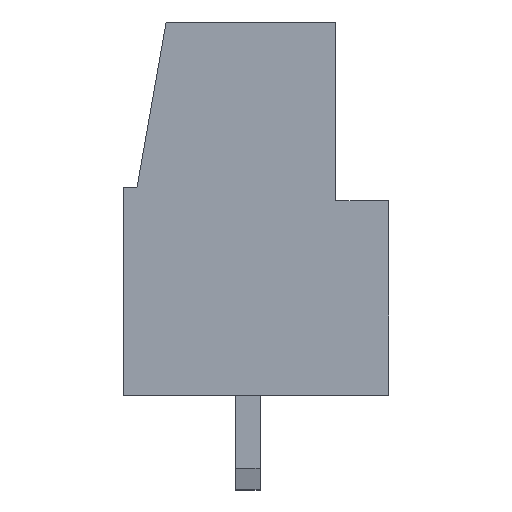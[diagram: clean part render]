
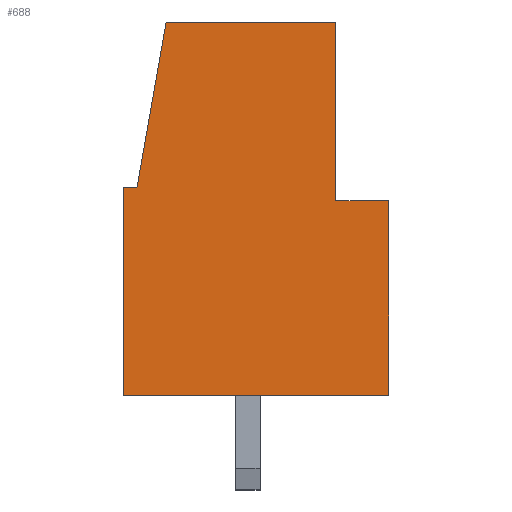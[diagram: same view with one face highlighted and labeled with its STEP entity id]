
A CAD part, left-side view. The second image highlights one B-rep face of the part: STEP entity #688.
In plain terms, the highlighted planar face has unit normal (-1, 0, 0).
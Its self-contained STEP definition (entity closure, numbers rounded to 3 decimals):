
#688 = ADVANCED_FACE( '', ( #1373 ), #1374, .T. );
#1373 = FACE_OUTER_BOUND( '', #2059, .T. );
#1374 = PLANE( '', #2060 );
#2059 = EDGE_LOOP( '', ( #3938, #3939, #3940, #3941, #3942, #3943, #3944, #3945 ) );
#2060 = AXIS2_PLACEMENT_3D( '', #3946, #3947, #3948 );
#3938 = ORIENTED_EDGE( '', *, *, #4473, .T. );
#3939 = ORIENTED_EDGE( '', *, *, #4525, .F. );
#3940 = ORIENTED_EDGE( '', *, *, #4935, .T. );
#3941 = ORIENTED_EDGE( '', *, *, #4423, .F. );
#3942 = ORIENTED_EDGE( '', *, *, #4520, .F. );
#3943 = ORIENTED_EDGE( '', *, *, #4936, .T. );
#3944 = ORIENTED_EDGE( '', *, *, #4840, .F. );
#3945 = ORIENTED_EDGE( '', *, *, #4857, .F. );
#3946 = CARTESIAN_POINT( '', ( -2.54, 0., 0. ) );
#3947 = DIRECTION( '', ( -1., 0., 0. ) );
#3948 = DIRECTION( '', ( 0., 0., 1. ) );
#4423 = EDGE_CURVE( '', #5398, #5400, #5401, .T. );
#4473 = EDGE_CURVE( '', #5479, #5477, #5480, .T. );
#4520 = EDGE_CURVE( '', #5556, #5398, #5558, .T. );
#4525 = EDGE_CURVE( '', #5563, #5477, #5565, .T. );
#4840 = EDGE_CURVE( '', #5999, #6001, #6002, .T. );
#4857 = EDGE_CURVE( '', #5479, #5999, #6022, .T. );
#4935 = EDGE_CURVE( '', #5563, #5400, #6110, .T. );
#4936 = EDGE_CURVE( '', #5556, #6001, #6111, .T. );
#5398 = VERTEX_POINT( '', #6766 );
#5400 = VERTEX_POINT( '', #6769 );
#5401 = LINE( '', #6770, #6771 );
#5477 = VERTEX_POINT( '', #6887 );
#5479 = VERTEX_POINT( '', #6890 );
#5480 = LINE( '', #6891, #6892 );
#5556 = VERTEX_POINT( '', #7000 );
#5558 = LINE( '', #7003, #7004 );
#5563 = VERTEX_POINT( '', #7011 );
#5565 = LINE( '', #7014, #7015 );
#5999 = VERTEX_POINT( '', #7662 );
#6001 = VERTEX_POINT( '', #7665 );
#6002 = LINE( '', #7666, #7667 );
#6022 = LINE( '', #7696, #7697 );
#6110 = LINE( '', #7824, #7825 );
#6111 = LINE( '', #7826, #7827 );
#6766 = CARTESIAN_POINT( '', ( -2.54, -7.85, 13.8 ) );
#6769 = CARTESIAN_POINT( '', ( -2.54, -7.85, 7.2 ) );
#6770 = CARTESIAN_POINT( '', ( -2.54, -7.85, 13.8 ) );
#6771 = VECTOR( '', #8098, 1000. );
#6887 = CARTESIAN_POINT( '', ( -2.54, -9.8, 0. ) );
#6890 = CARTESIAN_POINT( '', ( -2.54, 0., 0. ) );
#6891 = CARTESIAN_POINT( '', ( -2.54, 0., 0. ) );
#6892 = VECTOR( '', #8140, 1000. );
#7000 = CARTESIAN_POINT( '', ( -2.54, -1.576, 13.8 ) );
#7003 = CARTESIAN_POINT( '', ( -2.54, -1.576, 13.8 ) );
#7004 = VECTOR( '', #8183, 1000. );
#7011 = CARTESIAN_POINT( '', ( -2.54, -9.8, 7.2 ) );
#7014 = CARTESIAN_POINT( '', ( -2.54, -9.8, 7.2 ) );
#7015 = VECTOR( '', #8187, 1000. );
#7662 = CARTESIAN_POINT( '', ( -2.54, 0., 7.7 ) );
#7665 = CARTESIAN_POINT( '', ( -2.54, -0.5, 7.7 ) );
#7666 = CARTESIAN_POINT( '', ( -2.54, 0., 7.7 ) );
#7667 = VECTOR( '', #8438, 1000. );
#7696 = CARTESIAN_POINT( '', ( -2.54, 0., 0. ) );
#7697 = VECTOR( '', #8448, 1000. );
#7824 = CARTESIAN_POINT( '', ( -2.54, -9.8, 7.2 ) );
#7825 = VECTOR( '', #8494, 1000. );
#7826 = CARTESIAN_POINT( '', ( -2.54, -1.576, 13.8 ) );
#7827 = VECTOR( '', #8495, 1000. );
#8098 = DIRECTION( '', ( 0., 0., -1. ) );
#8140 = DIRECTION( '', ( 0., -1., 0. ) );
#8183 = DIRECTION( '', ( 0., -1., 0. ) );
#8187 = DIRECTION( '', ( 0., 0., -1. ) );
#8438 = DIRECTION( '', ( 0., -1., 0. ) );
#8448 = DIRECTION( '', ( 0., 0., 1. ) );
#8494 = DIRECTION( '', ( 0., 1., 0. ) );
#8495 = DIRECTION( '', ( 0., 0.174, -0.985 ) );
